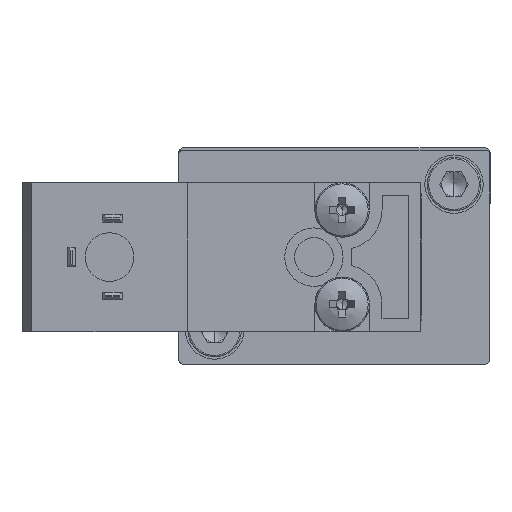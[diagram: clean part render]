
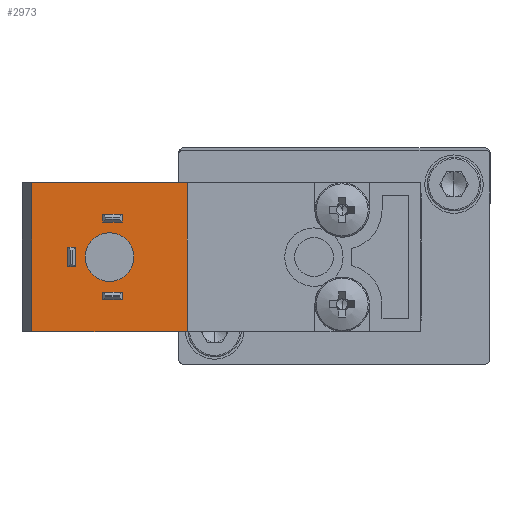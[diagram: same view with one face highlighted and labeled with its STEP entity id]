
A CAD part, left-side view. The second image highlights one B-rep face of the part: STEP entity #2973.
In plain terms, the highlighted planar face has unit normal (-1, 0, 0).
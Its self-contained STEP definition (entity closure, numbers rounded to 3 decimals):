
#131 = EDGE_CURVE ( 'NONE', #21285, #19350, #12298, .T. ) ;
#236 = VECTOR ( 'NONE', #12920, 1000. ) ;
#256 = DIRECTION ( 'NONE',  ( 0., 0., 1. ) ) ;
#260 = ORIENTED_EDGE ( 'NONE', *, *, #131, .F. ) ;
#310 = VECTOR ( 'NONE', #24087, 1000. ) ;
#768 = DIRECTION ( 'NONE',  ( 0., 0., -1. ) ) ;
#858 = VERTEX_POINT ( 'NONE', #17351 ) ;
#971 = PLANE ( 'NONE',  #5515 ) ;
#1068 = DIRECTION ( 'NONE',  ( -1., 0., 0. ) ) ;
#1291 = EDGE_LOOP ( 'NONE', ( #9865, #23068, #8790, #5032 ) ) ;
#1579 = VECTOR ( 'NONE', #19701, 1000. ) ;
#1663 = FACE_OUTER_BOUND ( 'NONE', #14376, .T. ) ;
#1737 = CARTESIAN_POINT ( 'NONE',  ( -56.65, 31.1, 18.65 ) ) ;
#2190 = LINE ( 'NONE', #7892, #10532 ) ;
#2199 = VERTEX_POINT ( 'NONE', #22289 ) ;
#2501 = CARTESIAN_POINT ( 'NONE',  ( -56.65, 39.6, 15.4 ) ) ;
#2611 = VERTEX_POINT ( 'NONE', #14428 ) ;
#2953 = ORIENTED_EDGE ( 'NONE', *, *, #22009, .F. ) ;
#2973 = ADVANCED_FACE ( 'NONE', ( #1663, #24580, #22503, #18137, #24262 ), #971, .T. ) ;
#3262 = CARTESIAN_POINT ( 'NONE',  ( -56.65, 48.1, 18.65 ) ) ;
#3270 = VECTOR ( 'NONE', #23940, 1000. ) ;
#3667 = DIRECTION ( 'NONE',  ( 0., 0., -1. ) ) ;
#3701 = EDGE_CURVE ( 'NONE', #12570, #3821, #22341, .T. ) ;
#3821 = VERTEX_POINT ( 'NONE', #14525 ) ;
#4361 = EDGE_CURVE ( 'NONE', #22922, #858, #14634, .T. ) ;
#4456 = CARTESIAN_POINT ( 'NONE',  ( -56.65, 31.1, 18.65 ) ) ;
#4478 = DIRECTION ( 'NONE',  ( 0., 0., 1. ) ) ;
#4635 = VERTEX_POINT ( 'NONE', #10666 ) ;
#4774 = CARTESIAN_POINT ( 'NONE',  ( -56.65, 31.1, 3.35 ) ) ;
#4797 = EDGE_CURVE ( 'NONE', #2199, #21895, #8023, .T. ) ;
#4977 = CARTESIAN_POINT ( 'NONE',  ( -56.65, 39.6, 14.6 ) ) ;
#5032 = ORIENTED_EDGE ( 'NONE', *, *, #12752, .F. ) ;
#5073 = VERTEX_POINT ( 'NONE', #7701 ) ;
#5176 = CARTESIAN_POINT ( 'NONE',  ( -56.65, 39.8, 14.6 ) ) ;
#5515 = AXIS2_PLACEMENT_3D ( 'NONE', #9214, #1068, #18923 ) ;
#5762 = VECTOR ( 'NONE', #17669, 1000. ) ;
#5969 = VECTOR ( 'NONE', #6881, 1000. ) ;
#6208 = CARTESIAN_POINT ( 'NONE',  ( -56.65, 42.6, 11. ) ) ;
#6577 = CARTESIAN_POINT ( 'NONE',  ( -56.65, 39.8, 6.6 ) ) ;
#6648 = DIRECTION ( 'NONE',  ( 0., -1., 0. ) ) ;
#6729 = DIRECTION ( 'NONE',  ( 1., 0., 0. ) ) ;
#6783 = ORIENTED_EDGE ( 'NONE', *, *, #17714, .F. ) ;
#6812 = CARTESIAN_POINT ( 'NONE',  ( -56.65, 39.1, 11. ) ) ;
#6881 = DIRECTION ( 'NONE',  ( 0., 1., 0. ) ) ;
#6988 = DIRECTION ( 'NONE',  ( 0., 0., -1. ) ) ;
#7149 = CIRCLE ( 'NONE', #19220, 2.5 ) ;
#7240 = EDGE_LOOP ( 'NONE', ( #8847, #9430, #2953, #24534 ) ) ;
#7562 = EDGE_CURVE ( 'NONE', #21895, #13909, #11444, .T. ) ;
#7701 = CARTESIAN_POINT ( 'NONE',  ( -56.65, 42.6, 10. ) ) ;
#7892 = CARTESIAN_POINT ( 'NONE',  ( -56.65, 37.8, 7.4 ) ) ;
#7927 = ORIENTED_EDGE ( 'NONE', *, *, #23222, .T. ) ;
#8023 = LINE ( 'NONE', #24106, #24648 ) ;
#8064 = VECTOR ( 'NONE', #11416, 1000. ) ;
#8127 = VECTOR ( 'NONE', #3667, 1000. ) ;
#8140 = DIRECTION ( 'NONE',  ( 1., 0., 0. ) ) ;
#8538 = VERTEX_POINT ( 'NONE', #5176 ) ;
#8727 = DIRECTION ( 'NONE',  ( 0., -1., 0. ) ) ;
#8790 = ORIENTED_EDGE ( 'NONE', *, *, #10711, .T. ) ;
#8847 = ORIENTED_EDGE ( 'NONE', *, *, #20251, .F. ) ;
#8848 = CARTESIAN_POINT ( 'NONE',  ( -56.65, 36.6, 11. ) ) ;
#9062 = EDGE_LOOP ( 'NONE', ( #9807, #10368 ) ) ;
#9214 = CARTESIAN_POINT ( 'NONE',  ( -56.65, 39.6, 11. ) ) ;
#9430 = ORIENTED_EDGE ( 'NONE', *, *, #3701, .T. ) ;
#9444 = ORIENTED_EDGE ( 'NONE', *, *, #7562, .T. ) ;
#9495 = CARTESIAN_POINT ( 'NONE',  ( -56.65, 39.6, 6.6 ) ) ;
#9515 = VECTOR ( 'NONE', #17886, 1000. ) ;
#9807 = ORIENTED_EDGE ( 'NONE', *, *, #4361, .T. ) ;
#9865 = ORIENTED_EDGE ( 'NONE', *, *, #13342, .T. ) ;
#10368 = ORIENTED_EDGE ( 'NONE', *, *, #19542, .T. ) ;
#10532 = VECTOR ( 'NONE', #256, 1000. ) ;
#10641 = CARTESIAN_POINT ( 'NONE',  ( -56.65, 42.6, 12. ) ) ;
#10666 = CARTESIAN_POINT ( 'NONE',  ( -56.65, 39.8, 15.4 ) ) ;
#10711 = EDGE_CURVE ( 'NONE', #11769, #5073, #22322, .T. ) ;
#10956 = ORIENTED_EDGE ( 'NONE', *, *, #23853, .F. ) ;
#11129 = CARTESIAN_POINT ( 'NONE',  ( -56.65, 37.8, 14.6 ) ) ;
#11414 = CARTESIAN_POINT ( 'NONE',  ( -56.65, 39.8, 7.4 ) ) ;
#11416 = DIRECTION ( 'NONE',  ( 0., 1., 0. ) ) ;
#11444 = LINE ( 'NONE', #19498, #5762 ) ;
#11659 = CARTESIAN_POINT ( 'NONE',  ( -56.65, 43.4, 10. ) ) ;
#11769 = VERTEX_POINT ( 'NONE', #10641 ) ;
#12298 = LINE ( 'NONE', #24246, #18054 ) ;
#12566 = VECTOR ( 'NONE', #6988, 1000. ) ;
#12570 = VERTEX_POINT ( 'NONE', #11414 ) ;
#12643 = CARTESIAN_POINT ( 'NONE',  ( -56.65, 39.8, 6.6 ) ) ;
#12752 = EDGE_CURVE ( 'NONE', #13212, #5073, #20980, .T. ) ;
#12813 = CARTESIAN_POINT ( 'NONE',  ( -56.65, 43.4, 12. ) ) ;
#12920 = DIRECTION ( 'NONE',  ( 0., -1., 0. ) ) ;
#13088 = ORIENTED_EDGE ( 'NONE', *, *, #18120, .F. ) ;
#13201 = LINE ( 'NONE', #9495, #8064 ) ;
#13212 = VERTEX_POINT ( 'NONE', #11659 ) ;
#13342 = EDGE_CURVE ( 'NONE', #13212, #17396, #19734, .T. ) ;
#13909 = VERTEX_POINT ( 'NONE', #4774 ) ;
#14376 = EDGE_LOOP ( 'NONE', ( #16465, #9444, #13088, #10956 ) ) ;
#14428 = CARTESIAN_POINT ( 'NONE',  ( -56.65, 37.8, 6.6 ) ) ;
#14445 = CARTESIAN_POINT ( 'NONE',  ( -56.65, 42.6, 10. ) ) ;
#14525 = CARTESIAN_POINT ( 'NONE',  ( -56.65, 37.8, 7.4 ) ) ;
#14628 = LINE ( 'NONE', #6577, #9515 ) ;
#14634 = CIRCLE ( 'NONE', #15849, 2.5 ) ;
#14820 = DIRECTION ( 'NONE',  ( 0., 0., 1. ) ) ;
#15011 = LINE ( 'NONE', #3262, #236 ) ;
#15100 = LINE ( 'NONE', #12813, #310 ) ;
#15366 = VERTEX_POINT ( 'NONE', #4456 ) ;
#15849 = AXIS2_PLACEMENT_3D ( 'NONE', #6812, #6729, #6648 ) ;
#15994 = VECTOR ( 'NONE', #8727, 1000. ) ;
#16054 = VERTEX_POINT ( 'NONE', #12643 ) ;
#16465 = ORIENTED_EDGE ( 'NONE', *, *, #4797, .T. ) ;
#16860 = CARTESIAN_POINT ( 'NONE',  ( -56.65, 47.1, 3.35 ) ) ;
#16935 = LINE ( 'NONE', #2501, #1579 ) ;
#17180 = EDGE_CURVE ( 'NONE', #4635, #19350, #16935, .T. ) ;
#17351 = CARTESIAN_POINT ( 'NONE',  ( -56.65, 41.6, 11. ) ) ;
#17396 = VERTEX_POINT ( 'NONE', #18521 ) ;
#17624 = EDGE_LOOP ( 'NONE', ( #6783, #21308, #260, #7927 ) ) ;
#17669 = DIRECTION ( 'NONE',  ( 0., -1., 0. ) ) ;
#17714 = EDGE_CURVE ( 'NONE', #4635, #8538, #24154, .T. ) ;
#17886 = DIRECTION ( 'NONE',  ( 0., 0., -1. ) ) ;
#17931 = CARTESIAN_POINT ( 'NONE',  ( -56.65, 43.4, 11. ) ) ;
#18054 = VECTOR ( 'NONE', #14820, 1000. ) ;
#18120 = EDGE_CURVE ( 'NONE', #15366, #13909, #23265, .T. ) ;
#18137 = FACE_BOUND ( 'NONE', #7240, .T. ) ;
#18521 = CARTESIAN_POINT ( 'NONE',  ( -56.65, 43.4, 12. ) ) ;
#18668 = VECTOR ( 'NONE', #768, 1000. ) ;
#18921 = CARTESIAN_POINT ( 'NONE',  ( -56.65, 37.8, 15.4 ) ) ;
#18923 = DIRECTION ( 'NONE',  ( 0., -1., 0. ) ) ;
#19220 = AXIS2_PLACEMENT_3D ( 'NONE', #19576, #8140, #21430 ) ;
#19350 = VERTEX_POINT ( 'NONE', #18921 ) ;
#19498 = CARTESIAN_POINT ( 'NONE',  ( -56.65, 39.6, 3.35 ) ) ;
#19542 = EDGE_CURVE ( 'NONE', #858, #22922, #7149, .T. ) ;
#19576 = CARTESIAN_POINT ( 'NONE',  ( -56.65, 39.1, 11. ) ) ;
#19701 = DIRECTION ( 'NONE',  ( 0., -1., 0. ) ) ;
#19734 = LINE ( 'NONE', #17931, #20344 ) ;
#19838 = CARTESIAN_POINT ( 'NONE',  ( -56.65, 39.8, 14.6 ) ) ;
#20251 = EDGE_CURVE ( 'NONE', #12570, #16054, #14628, .T. ) ;
#20344 = VECTOR ( 'NONE', #4478, 1000. ) ;
#20980 = LINE ( 'NONE', #14445, #15994 ) ;
#21170 = LINE ( 'NONE', #4977, #5969 ) ;
#21285 = VERTEX_POINT ( 'NONE', #11129 ) ;
#21308 = ORIENTED_EDGE ( 'NONE', *, *, #17180, .T. ) ;
#21430 = DIRECTION ( 'NONE',  ( 0., -1., 0. ) ) ;
#21895 = VERTEX_POINT ( 'NONE', #16860 ) ;
#22009 = EDGE_CURVE ( 'NONE', #2611, #3821, #2190, .T. ) ;
#22289 = CARTESIAN_POINT ( 'NONE',  ( -56.65, 47.1, 18.65 ) ) ;
#22322 = LINE ( 'NONE', #6208, #12566 ) ;
#22341 = LINE ( 'NONE', #24026, #3270 ) ;
#22503 = FACE_BOUND ( 'NONE', #1291, .T. ) ;
#22645 = EDGE_CURVE ( 'NONE', #11769, #17396, #15100, .T. ) ;
#22922 = VERTEX_POINT ( 'NONE', #8848 ) ;
#23068 = ORIENTED_EDGE ( 'NONE', *, *, #22645, .F. ) ;
#23222 = EDGE_CURVE ( 'NONE', #21285, #8538, #21170, .T. ) ;
#23265 = LINE ( 'NONE', #1737, #8127 ) ;
#23425 = EDGE_CURVE ( 'NONE', #2611, #16054, #13201, .T. ) ;
#23853 = EDGE_CURVE ( 'NONE', #2199, #15366, #15011, .T. ) ;
#23940 = DIRECTION ( 'NONE',  ( 0., -1., 0. ) ) ;
#24026 = CARTESIAN_POINT ( 'NONE',  ( -56.65, 39.6, 7.4 ) ) ;
#24087 = DIRECTION ( 'NONE',  ( 0., 1., 0. ) ) ;
#24106 = CARTESIAN_POINT ( 'NONE',  ( -56.65, 47.1, 11. ) ) ;
#24154 = LINE ( 'NONE', #19838, #18668 ) ;
#24246 = CARTESIAN_POINT ( 'NONE',  ( -56.65, 37.8, 15.4 ) ) ;
#24262 = FACE_BOUND ( 'NONE', #17624, .T. ) ;
#24455 = DIRECTION ( 'NONE',  ( 0., 0., -1. ) ) ;
#24534 = ORIENTED_EDGE ( 'NONE', *, *, #23425, .T. ) ;
#24580 = FACE_BOUND ( 'NONE', #9062, .T. ) ;
#24648 = VECTOR ( 'NONE', #24455, 1000. ) ;
